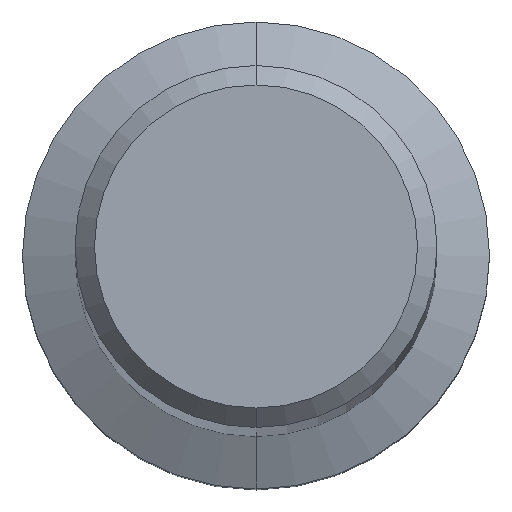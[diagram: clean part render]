
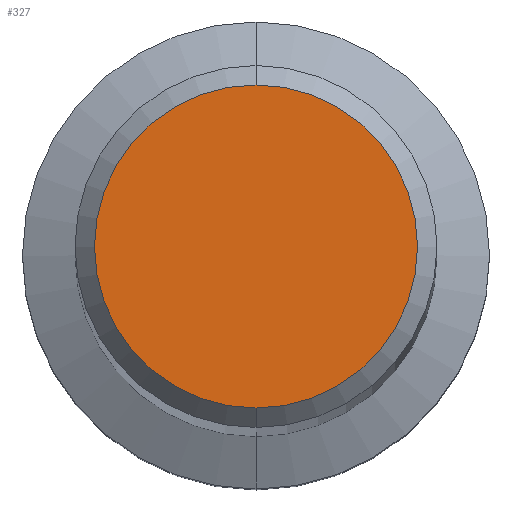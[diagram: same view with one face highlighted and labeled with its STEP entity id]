
A CAD part, top view. The second image highlights one B-rep face of the part: STEP entity #327.
In plain terms, the highlighted planar face has unit normal (0, 0, 1).
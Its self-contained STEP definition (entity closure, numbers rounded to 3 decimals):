
#263=VERTEX_POINT('',#623);
#291=VERTEX_POINT('',#655);
#327=ADVANCED_FACE('',(#695),#696,.T.);
#373=EDGE_CURVE('',#263,#291,#749,.T.);
#387=EDGE_CURVE('',#291,#263,#764,.T.);
#623=CARTESIAN_POINT('',(0.,-4.15,0.0));
#655=CARTESIAN_POINT('',(0.0,4.15,0.0));
#695=FACE_OUTER_BOUND('',#1167,.T.);
#696=PLANE('',#1168);
#749=CIRCLE('',#1277,4.15);
#764=CIRCLE('',#1295,4.15);
#1167=EDGE_LOOP('',(#1814,#1815));
#1168=AXIS2_PLACEMENT_3D('',#1816,#1817,#1818);
#1277=AXIS2_PLACEMENT_3D('',#1877,#1878,#1879);
#1295=AXIS2_PLACEMENT_3D('',#1893,#1894,#1895);
#1814=ORIENTED_EDGE('',*,*,#387,.F.);
#1815=ORIENTED_EDGE('',*,*,#373,.F.);
#1816=CARTESIAN_POINT('',(0.0,2.075,0.0));
#1817=DIRECTION('',(-0.0,0.0,1.0));
#1818=DIRECTION('',(0.0,-1.0,0.0));
#1877=CARTESIAN_POINT('',(0.0,0.0,0.0));
#1878=DIRECTION('',(0.0,0.0,-1.0));
#1879=DIRECTION('',(0.0,1.0,0.0));
#1893=CARTESIAN_POINT('',(0.0,0.0,0.0));
#1894=DIRECTION('',(0.0,0.0,-1.0));
#1895=DIRECTION('',(0.0,1.0,0.0));
